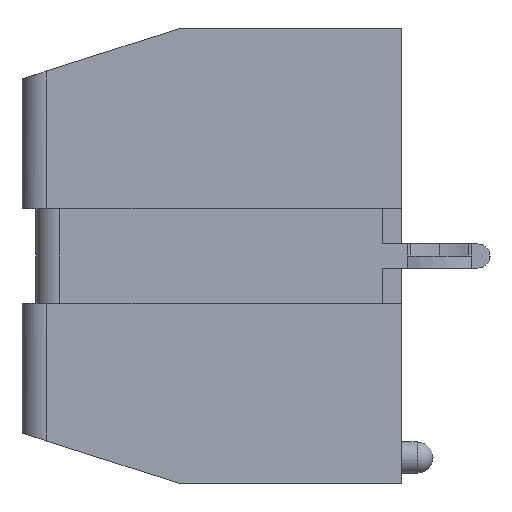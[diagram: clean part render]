
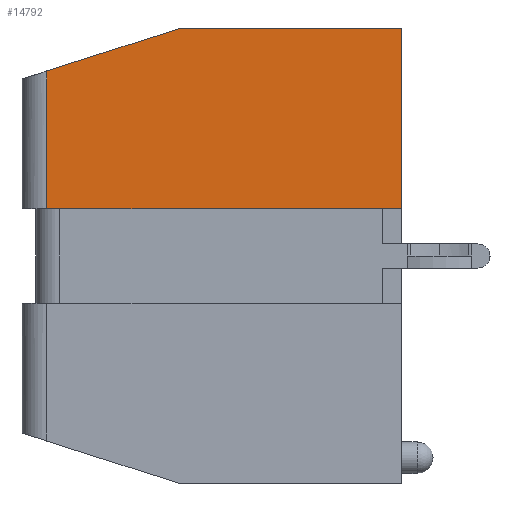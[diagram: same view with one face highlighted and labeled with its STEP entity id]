
A CAD part, left-side view. The second image highlights one B-rep face of the part: STEP entity #14792.
In plain terms, the highlighted planar face has unit normal (-1, 0.018, 0).
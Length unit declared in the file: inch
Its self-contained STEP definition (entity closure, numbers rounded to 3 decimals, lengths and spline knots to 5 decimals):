
#8557 = EDGE_CURVE ( 'NONE', #8594, #8614, #19550, .T. ) ;
#8594 = VERTEX_POINT ( 'NONE', #19591 ) ;
#8614 = VERTEX_POINT ( 'NONE', #19565 ) ;
#14594 = ORIENTED_EDGE ( 'NONE', *, *, #8557, .F. ) ;
#14595 = ORIENTED_EDGE ( 'NONE', *, *, #14631, .F. ) ;
#14631 = EDGE_CURVE ( 'NONE', #14762, #8594, #22285, .T. ) ;
#14762 = VERTEX_POINT ( 'NONE', #22506 ) ;
#14768 = EDGE_CURVE ( 'NONE', #14769, #14762, #22561, .T. ) ;
#14769 = VERTEX_POINT ( 'NONE', #22557 ) ;
#14770 = ORIENTED_EDGE ( 'NONE', *, *, #14771, .T. ) ;
#14771 = EDGE_CURVE ( 'NONE', #14769, #14772, #22556, .T. ) ;
#14772 = VERTEX_POINT ( 'NONE', #22552 ) ;
#14773 = ORIENTED_EDGE ( 'NONE', *, *, #14774, .T. ) ;
#14774 = EDGE_CURVE ( 'NONE', #14772, #8614, #22551, .T. ) ;
#14792 = ADVANCED_FACE ( 'NONE', ( #22589 ), #22588, .T. ) ;
#14793 = EDGE_LOOP ( 'NONE', ( #14794, #14770, #14773, #14594, #14595 ) ) ;
#14794 = ORIENTED_EDGE ( 'NONE', *, *, #14768, .F. ) ;
#19534 = DIRECTION ( 'NONE',  ( 0., 0., -1. ) ) ;
#19546 = VECTOR ( 'NONE', #19534, 39.37008 ) ;
#19547 = CARTESIAN_POINT ( 'NONE',  ( -0.845, 0., 0.36 ) ) ;
#19550 = LINE ( 'NONE', #19547, #19546 ) ;
#19565 = CARTESIAN_POINT ( 'NONE',  ( -0.845, 0., 0.075 ) ) ;
#19591 = CARTESIAN_POINT ( 'NONE',  ( -0.845, 0., 0.36 ) ) ;
#22282 = DIRECTION ( 'NONE',  ( -0.017, -1., 0. ) ) ;
#22283 = VECTOR ( 'NONE', #22282, 39.37008 ) ;
#22284 = CARTESIAN_POINT ( 'NONE',  ( -0.84495, 0.00284, 0.36 ) ) ;
#22285 = LINE ( 'NONE', #22284, #22283 ) ;
#22506 = CARTESIAN_POINT ( 'NONE',  ( -0.83889, 0.35, 0.36 ) ) ;
#22548 = DIRECTION ( 'NONE',  ( -0.017, -1., 0. ) ) ;
#22549 = VECTOR ( 'NONE', #22548, 39.37008 ) ;
#22550 = CARTESIAN_POINT ( 'NONE',  ( -0.83453, 0.6, 0.075 ) ) ;
#22551 = LINE ( 'NONE', #22550, #22549 ) ;
#22552 = CARTESIAN_POINT ( 'NONE',  ( -0.83521, 0.5607, 0.075 ) ) ;
#22553 = DIRECTION ( 'NONE',  ( 0., 0., -1. ) ) ;
#22554 = VECTOR ( 'NONE', #22553, 39.37008 ) ;
#22555 = CARTESIAN_POINT ( 'NONE',  ( -0.83521, 0.5607, 0. ) ) ;
#22556 = LINE ( 'NONE', #22555, #22554 ) ;
#22557 = CARTESIAN_POINT ( 'NONE',  ( -0.83521, 0.5607, 0.29258 ) ) ;
#22558 = DIRECTION ( 'NONE',  ( -0.017, -0.952, 0.305 ) ) ;
#22559 = VECTOR ( 'NONE', #22558, 39.37008 ) ;
#22560 = CARTESIAN_POINT ( 'NONE',  ( -0.83453, 0.59983, 0.28005 ) ) ;
#22561 = LINE ( 'NONE', #22560, #22559 ) ;
#22584 = DIRECTION ( 'NONE',  ( -0.017, -1., 0. ) ) ;
#22585 = DIRECTION ( 'NONE',  ( -1., 0.017, 0. ) ) ;
#22586 = CARTESIAN_POINT ( 'NONE',  ( -0.83453, 0.6, 0. ) ) ;
#22587 = AXIS2_PLACEMENT_3D ( 'NONE', #22586, #22585, #22584 ) ;
#22588 = PLANE ( 'NONE',  #22587 ) ;
#22589 = FACE_OUTER_BOUND ( 'NONE', #14793, .T. ) ;
